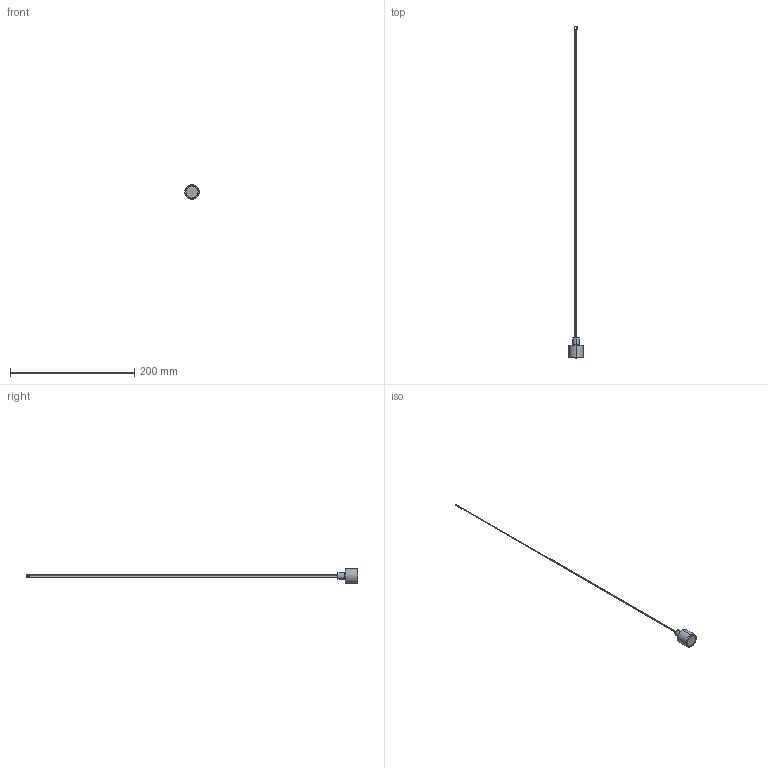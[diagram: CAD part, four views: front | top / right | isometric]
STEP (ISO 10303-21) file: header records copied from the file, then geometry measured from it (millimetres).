
FILE_DESCRIPTION (( 'STEP AP214' ), '1' );
FILE_NAME ('4222581swm000.step', '2020-06-16T09:33:49', ( 'OSRAM' ), ( 'OSRAM' ), 'SwSTEP 2.0', 'SolidWorks 2017', '' );
FILE_SCHEMA (( 'AUTOMOTIVE_DESIGN' ));
Length unit declared in the file: millimetre
Products named in the file (1): 4222581swm000
Bounding box: 23.03 x 533.5 x 23.03 mm (x, y, z)
Volume: 10670.9 mm3; surface area: 6672 mm2
Topology: 1 solids, 1 shells, 40 faces, 84 edges, 54 vertices
Faces by surface type: cylinder 20, plane 16, cone 2, torus 2
Entity records: 1266 total; most frequent: CARTESIAN_POINT 211, DIRECTION 209, ORIENTED_EDGE 168, AXIS2_PLACEMENT_3D 88, EDGE_CURVE 84, VERTEX_POINT 54, EDGE_LOOP 48, CIRCLE 47
